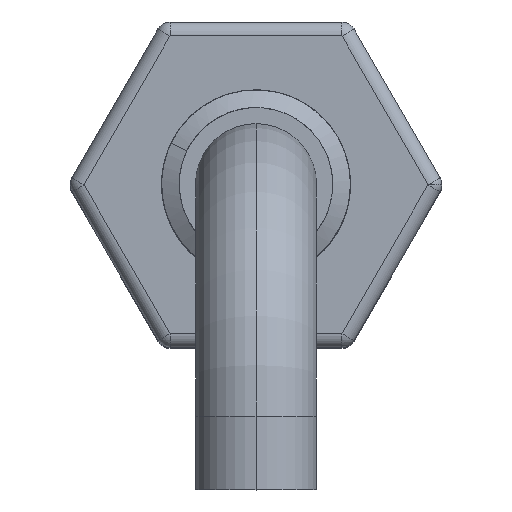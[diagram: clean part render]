
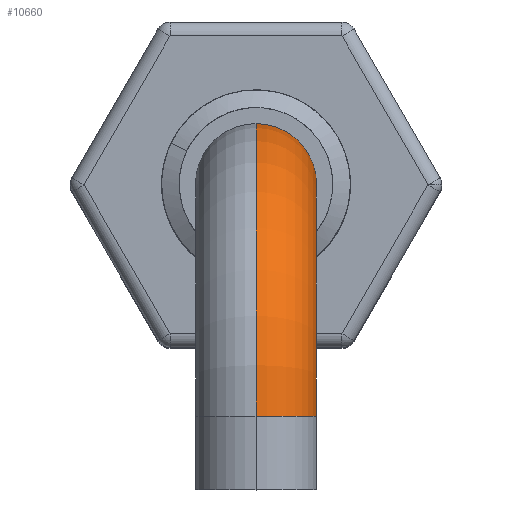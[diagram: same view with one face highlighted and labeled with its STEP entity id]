
A CAD part, top view. The second image highlights one B-rep face of the part: STEP entity #10660.
In plain terms, the highlighted toroidal (fillet/blend) face has major radius 5 mm and minor radius 1.3 mm.
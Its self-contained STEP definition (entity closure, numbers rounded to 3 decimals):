
#682 = CARTESIAN_POINT ( 'NONE',  ( 0., -5., 24. ) ) ;
#742 = CARTESIAN_POINT ( 'NONE',  ( 0., 1.3, 24. ) ) ;
#1033 = FACE_OUTER_BOUND ( 'NONE', #14024, .T. ) ;
#2108 = CARTESIAN_POINT ( 'NONE',  ( 0., 0., 24. ) ) ;
#2251 = EDGE_CURVE ( 'NONE', #15856, #10290, #10486, .T. ) ;
#2429 = EDGE_CURVE ( 'NONE', #10755, #14275, #11742, .T. ) ;
#2756 = CARTESIAN_POINT ( 'NONE',  ( 0., -5., 29. ) ) ;
#3277 = DIRECTION ( 'NONE',  ( 0., 0., -1. ) ) ;
#3319 = DIRECTION ( 'NONE',  ( 0., 0., -1. ) ) ;
#4322 = DIRECTION ( 'NONE',  ( 0., -1., 0. ) ) ;
#4984 = DIRECTION ( 'NONE',  ( 0., 0., 1. ) ) ;
#5346 = ORIENTED_EDGE ( 'NONE', *, *, #15256, .F. ) ;
#5781 = CARTESIAN_POINT ( 'NONE',  ( 0., -5., 24. ) ) ;
#6342 = AXIS2_PLACEMENT_3D ( 'NONE', #2108, #4984, #17001 ) ;
#6517 = AXIS2_PLACEMENT_3D ( 'NONE', #5781, #16426, #8432 ) ;
#7305 = TOROIDAL_SURFACE ( 'NONE', #11096, 5., 1.3 ) ;
#7600 = ORIENTED_EDGE ( 'NONE', *, *, #2429, .T. ) ;
#8432 = DIRECTION ( 'NONE',  ( 0., 0., -1. ) ) ;
#9157 = AXIS2_PLACEMENT_3D ( 'NONE', #11232, #16549, #3277 ) ;
#9183 = ORIENTED_EDGE ( 'NONE', *, *, #12702, .T. ) ;
#10073 = CARTESIAN_POINT ( 'NONE',  ( 0., -5., 30.3 ) ) ;
#10290 = VERTEX_POINT ( 'NONE', #15950 ) ;
#10486 = CIRCLE ( 'NONE', #9157, 3.7 ) ;
#10660 = ADVANCED_FACE ( 'NONE', ( #1033 ), #7305, .T. ) ;
#10755 = VERTEX_POINT ( 'NONE', #742 ) ;
#10808 = DIRECTION ( 'NONE',  ( 1., 0., 0. ) ) ;
#11096 = AXIS2_PLACEMENT_3D ( 'NONE', #682, #12679, #3319 ) ;
#11232 = CARTESIAN_POINT ( 'NONE',  ( 0., -5., 24. ) ) ;
#11742 = CIRCLE ( 'NONE', #6517, 6.3 ) ;
#12260 = CIRCLE ( 'NONE', #6342, 1.3 ) ;
#12679 = DIRECTION ( 'NONE',  ( 1., 0., 0. ) ) ;
#12702 = EDGE_CURVE ( 'NONE', #15856, #10755, #12260, .T. ) ;
#13066 = CIRCLE ( 'NONE', #15938, 1.3 ) ;
#13327 = CARTESIAN_POINT ( 'NONE',  ( 0., -1.3, 24. ) ) ;
#14024 = EDGE_LOOP ( 'NONE', ( #9183, #7600, #5346, #16347 ) ) ;
#14275 = VERTEX_POINT ( 'NONE', #10073 ) ;
#15256 = EDGE_CURVE ( 'NONE', #10290, #14275, #13066, .T. ) ;
#15856 = VERTEX_POINT ( 'NONE', #13327 ) ;
#15938 = AXIS2_PLACEMENT_3D ( 'NONE', #2756, #4322, #10808 ) ;
#15950 = CARTESIAN_POINT ( 'NONE',  ( 0., -5., 27.7 ) ) ;
#16347 = ORIENTED_EDGE ( 'NONE', *, *, #2251, .F. ) ;
#16426 = DIRECTION ( 'NONE',  ( 1., 0., 0. ) ) ;
#16549 = DIRECTION ( 'NONE',  ( 1., 0., 0. ) ) ;
#17001 = DIRECTION ( 'NONE',  ( 1., 0., 0. ) ) ;
